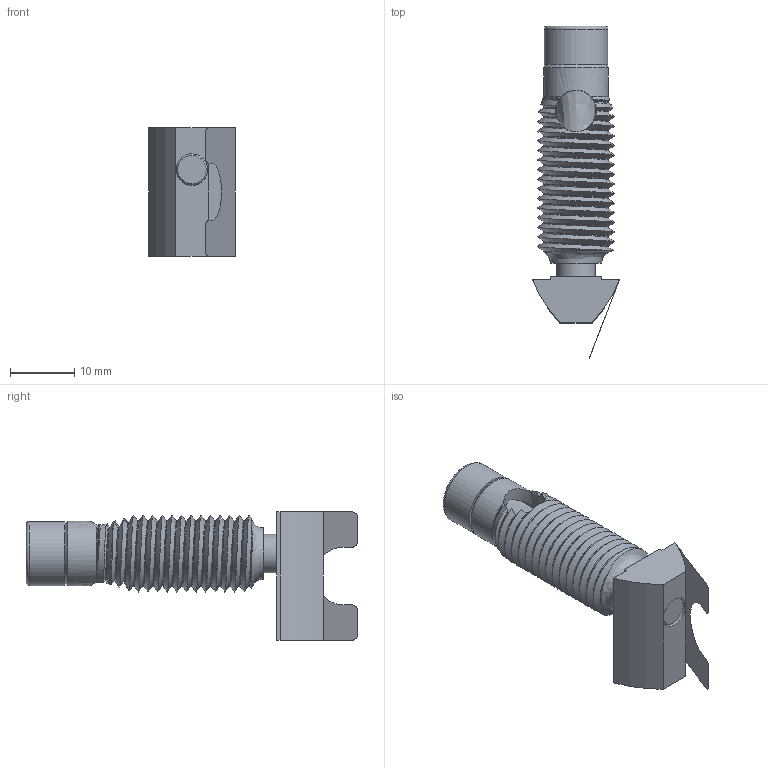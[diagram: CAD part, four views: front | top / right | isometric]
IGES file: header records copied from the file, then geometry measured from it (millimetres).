
Global section: file name: 340640.stp; native system: Autodesk Inventor 2021; preprocessor: unknown; author: Mrówczyńska,,; organization: 11; date: 20220803.112009; units: millimetre
Bounding box: 13.5 x 51.74 x 20 mm (x, y, z)
Volume: 4351.5 mm3; surface area: 3680.2 mm2
Topology: 1 solids, 1 shells, 126 faces, 399 edges, 280 vertices
Faces by surface type: bspline 126
